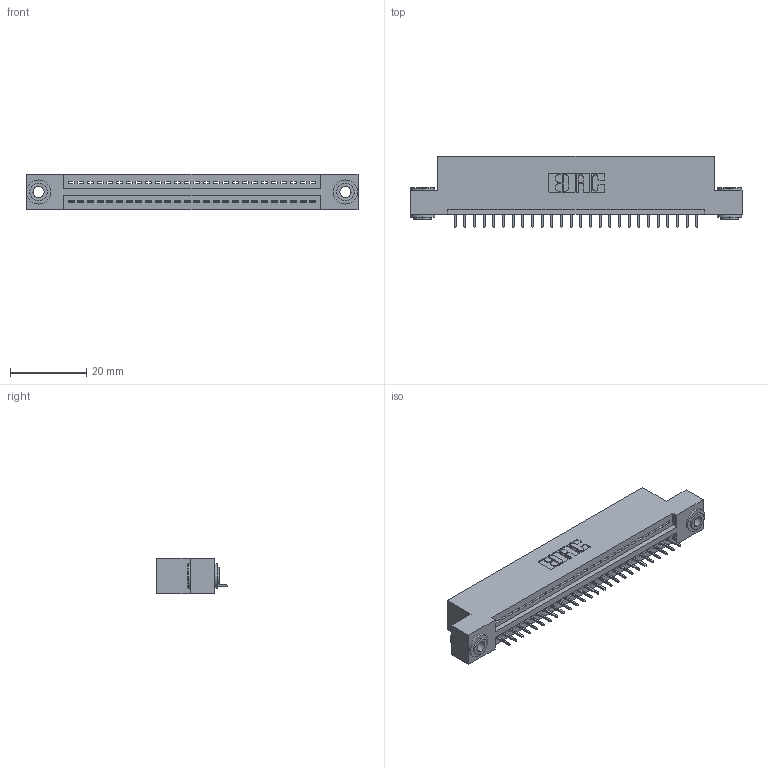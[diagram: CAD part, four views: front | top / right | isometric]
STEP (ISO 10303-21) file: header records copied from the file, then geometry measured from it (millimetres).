
FILE_DESCRIPTION (( 'STEP AP203' ), '1' );
FILE_NAME ('845-026-525-103.STEP', '2020-09-22T22:17:26', ( '' ), ( '' ), 'SwSTEP 2.0', 'SolidWorks 2020', '' );
FILE_SCHEMA (( 'CONFIG_CONTROL_DESIGN' ));
Length unit declared in the file: inch
Products named in the file (4): 845-026-525-103; 345-292-001_345-293-125; 345-250-002_345-250-002-102; 845 Part_Flush Mounting Lugs - 0.156 Dia-TH
Assembly tree (29 placements, depth 2):
  845-026-525-103
    845 Part_Flush Mounting Lugs - 0.156 Dia-TH
    345-292-001_345-293-125  x26
    345-250-002_345-250-002-102  x2
Bounding box: 87.25 x 18.72 x 9.4 mm (x, y, z)
Volume: 8069.2 mm3; surface area: 10366.2 mm2
Topology: 29 solids, 29 shells, 1776 faces, 5097 edges, 3290 vertices
Faces by surface type: plane 1286, cylinder 482, cone 8
Entity records: 22446 total; most frequent: CARTESIAN_POINT 3865, ORIENTED_EDGE 3818, DIRECTION 3431, EDGE_CURVE 1909, VECTOR 1653, LINE 1653, VERTEX_POINT 1266, AXIS2_PLACEMENT_3D 889
